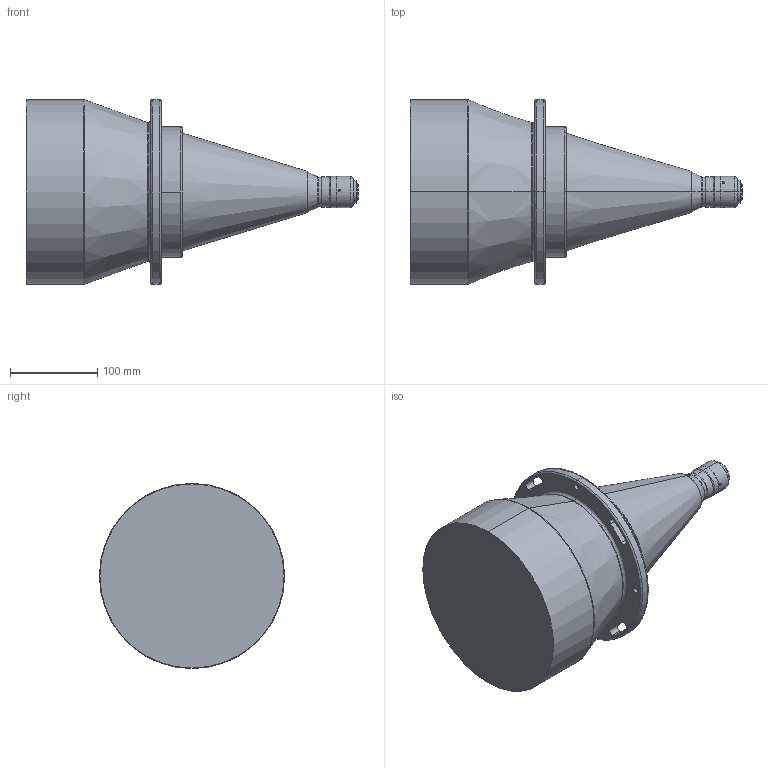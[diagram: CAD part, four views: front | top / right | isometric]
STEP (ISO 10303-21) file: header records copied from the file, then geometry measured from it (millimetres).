
FILE_DESCRIPTION (( 'STEP AP203' ), '1' );
FILE_NAME ('DTCM120-170-AL.STEP', '2019-11-13T06:44:59', ( 'Windows 蚚誧' ), ( '' ), 'SwSTEP 2.0', 'SolidWorks 2017', '' );
FILE_SCHEMA (( 'CONFIG_CONTROL_DESIGN' ));
Length unit declared in the file: millimetre
Products named in the file (1): DTCM120-170-AL
Bounding box: 380.6 x 212 x 212 mm (x, y, z)
Volume: 6300568.6 mm3; surface area: 234318.5 mm2
Topology: 1 solids, 1 shells, 110 faces, 256 edges, 155 vertices
Faces by surface type: cylinder 56, cone 26, bspline 16, plane 12
Entity records: 4005 total; most frequent: CARTESIAN_POINT 1454, DIRECTION 544, ORIENTED_EDGE 500, EDGE_CURVE 250, AXIS2_PLACEMENT_3D 231, VERTEX_POINT 155, EDGE_LOOP 139, CIRCLE 136
